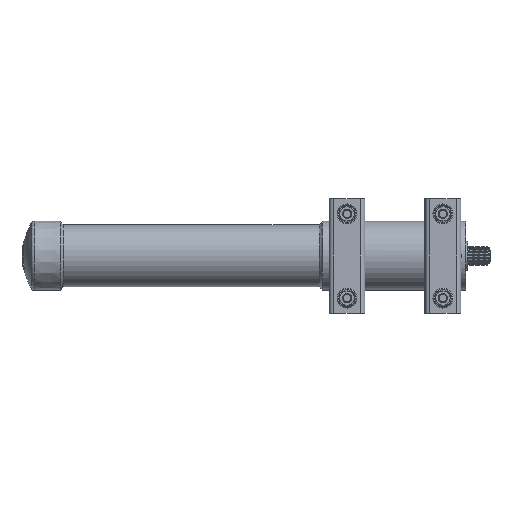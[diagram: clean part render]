
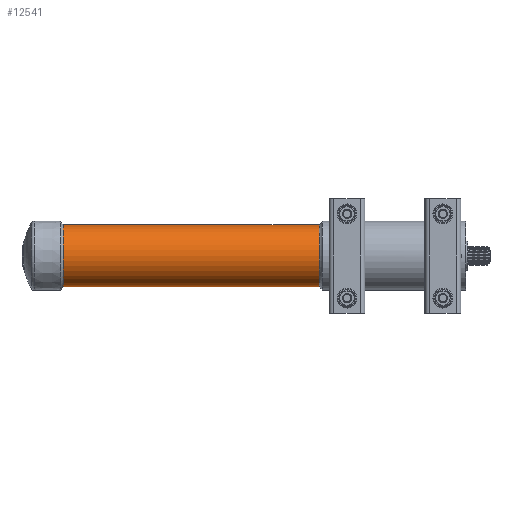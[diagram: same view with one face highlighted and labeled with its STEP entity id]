
A CAD part, front view. The second image highlights one B-rep face of the part: STEP entity #12541.
In plain terms, the highlighted cylindrical face has radius 25.8 mm (diameter 51.6 mm), a partial arc.
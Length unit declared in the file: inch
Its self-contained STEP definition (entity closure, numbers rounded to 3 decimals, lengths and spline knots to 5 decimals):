
#4423 = CARTESIAN_POINT ( 'NONE',  ( -13.2352, 0., -1.01575 ) ) ;
#4601 = CARTESIAN_POINT ( 'NONE',  ( -13.2352, 0., 1.01575 ) ) ;
#4623 = CARTESIAN_POINT ( 'NONE',  ( -4.82732, 0., -1.01575 ) ) ;
#4696 = CARTESIAN_POINT ( 'NONE',  ( -4.82732, 0., 1.01575 ) ) ;
#6458 = EDGE_CURVE ( 'NONE', #32332, #32440, #38121, .T. ) ;
#6692 = EDGE_CURVE ( 'NONE', #32455, #32332, #38600, .T. ) ;
#6710 = EDGE_CURVE ( 'NONE', #32528, #32440, #38641, .T. ) ;
#6714 = EDGE_CURVE ( 'NONE', #32455, #32528, #38650, .T. ) ;
#10533 = AXIS2_PLACEMENT_3D ( 'NONE', #30940, #30941, #30942 ) ;
#10589 = AXIS2_PLACEMENT_3D ( 'NONE', #31508, #31509, #31510 ) ;
#10685 = AXIS2_PLACEMENT_3D ( 'NONE', #22953, #22962, #22963 ) ;
#12541 = ADVANCED_FACE ( 'NONE', ( #23437 ), #23467, .T. ) ;
#22953 = CARTESIAN_POINT ( 'NONE',  ( -0.00667, 0., 0. ) ) ;
#22962 = DIRECTION ( 'NONE',  ( -1., 0., 0. ) ) ;
#22963 = DIRECTION ( 'NONE',  ( 0., 0., 1. ) ) ;
#23437 = FACE_OUTER_BOUND ( 'NONE', #35226, .T. ) ;
#23467 = CYLINDRICAL_SURFACE ( 'NONE', #10685, 1.01575 ) ;
#29364 = ORIENTED_EDGE ( 'NONE', *, *, #6458, .F. ) ;
#29365 = ORIENTED_EDGE ( 'NONE', *, *, #6710, .T. ) ;
#29366 = ORIENTED_EDGE ( 'NONE', *, *, #6714, .T. ) ;
#29367 = ORIENTED_EDGE ( 'NONE', *, *, #6692, .F. ) ;
#30940 = CARTESIAN_POINT ( 'NONE',  ( -13.2352, 0., 0. ) ) ;
#30941 = DIRECTION ( 'NONE',  ( -1., 0., 0. ) ) ;
#30942 = DIRECTION ( 'NONE',  ( 0., 0., 1. ) ) ;
#31436 = CARTESIAN_POINT ( 'NONE',  ( -0.00667, 0., -1.01575 ) ) ;
#31440 = DIRECTION ( 'NONE',  ( -1., 0., 0. ) ) ;
#31496 = DIRECTION ( 'NONE',  ( -1., 0., 0. ) ) ;
#31498 = CARTESIAN_POINT ( 'NONE',  ( -0.00667, 0., 1.01575 ) ) ;
#31508 = CARTESIAN_POINT ( 'NONE',  ( -4.82732, 0., 0. ) ) ;
#31509 = DIRECTION ( 'NONE',  ( -1., 0., 0. ) ) ;
#31510 = DIRECTION ( 'NONE',  ( 0., 0., 1. ) ) ;
#32332 = VERTEX_POINT ( 'NONE', #4423 ) ;
#32440 = VERTEX_POINT ( 'NONE', #4601 ) ;
#32455 = VERTEX_POINT ( 'NONE', #4623 ) ;
#32528 = VERTEX_POINT ( 'NONE', #4696 ) ;
#35226 = EDGE_LOOP ( 'NONE', ( #29367, #29366, #29365, #29364 ) ) ;
#38121 = CIRCLE ( 'NONE', #10533, 1.01575 ) ;
#38600 = LINE ( 'NONE', #31436, #38608 ) ;
#38608 = VECTOR ( 'NONE', #31440, 39.37008 ) ;
#38641 = LINE ( 'NONE', #31498, #38644 ) ;
#38644 = VECTOR ( 'NONE', #31496, 39.37008 ) ;
#38650 = CIRCLE ( 'NONE', #10589, 1.01575 ) ;
